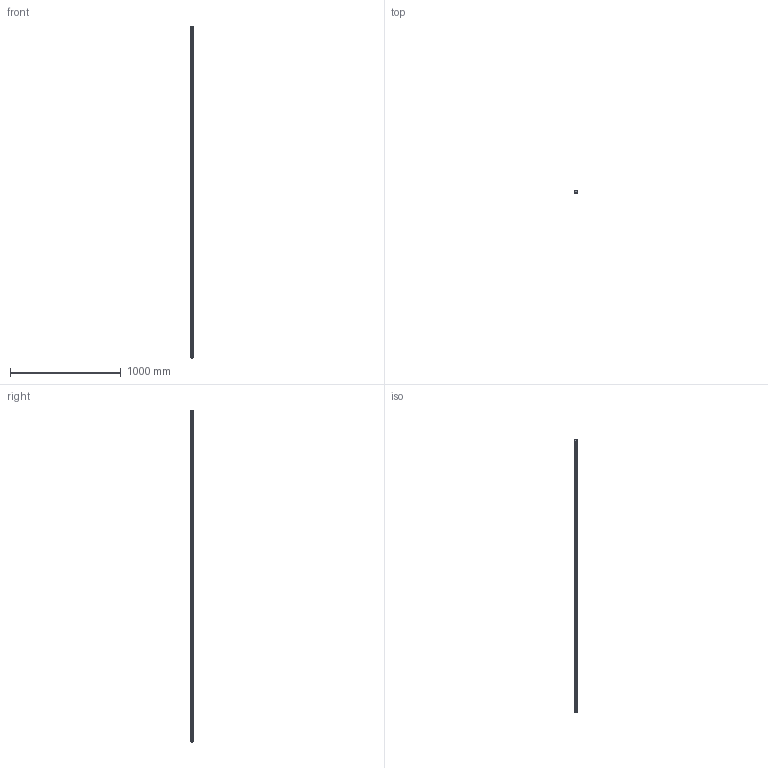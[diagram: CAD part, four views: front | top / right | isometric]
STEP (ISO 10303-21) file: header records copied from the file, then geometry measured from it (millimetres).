
FILE_DESCRIPTION (( 'STEP AP203' ), '1' );
FILE_NAME ('6109.step', '2015-09-17T15:49:36', ( '' ), ( '' ), 'SwSTEP 2.0', 'SolidWorks 2015', '' );
FILE_SCHEMA (( 'CONFIG_CONTROL_DESIGN' ));
Length unit declared in the file: millimetre
Products named in the file (1): 6109
Bounding box: 25 x 25 x 3000 mm (x, y, z)
Volume: 1432353.8 mm3; surface area: 234420.6 mm2
Topology: 1 solids, 1 shells, 258 faces, 735 edges, 490 vertices
Faces by surface type: cylinder 131, plane 79, bspline 48
Entity records: 10878 total; most frequent: CARTESIAN_POINT 4140, ORIENTED_EDGE 1470, DIRECTION 1323, EDGE_CURVE 735, VERTEX_POINT 490, AXIS2_PLACEMENT_3D 473, LINE 377, VECTOR 377
